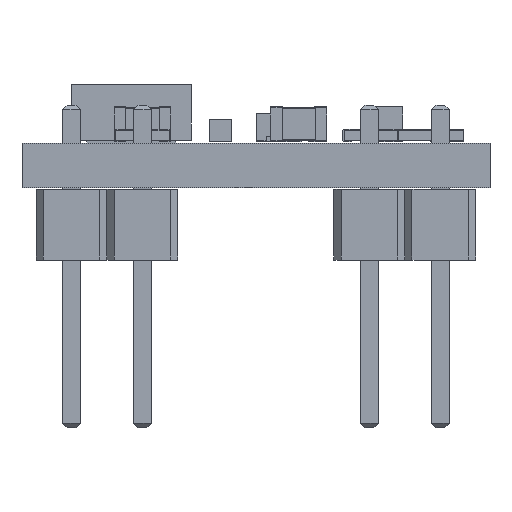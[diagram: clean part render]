
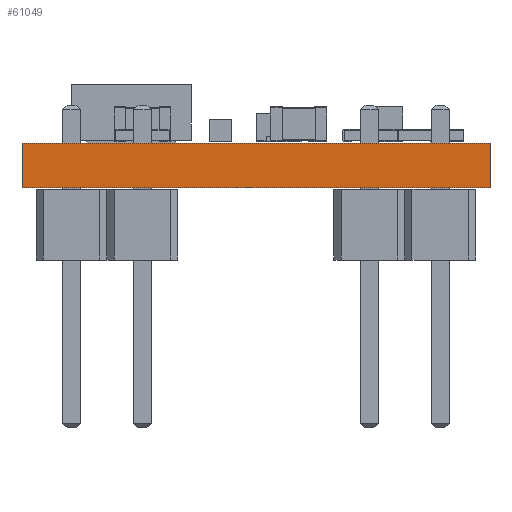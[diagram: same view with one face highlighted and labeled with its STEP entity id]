
A CAD part, front view. The second image highlights one B-rep face of the part: STEP entity #61049.
In plain terms, the highlighted planar face has unit normal (0, -1, 0).
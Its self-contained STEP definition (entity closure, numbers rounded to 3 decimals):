
#60868 = PLANE('',#60869);
#60869 = AXIS2_PLACEMENT_3D('',#60870,#60871,#60872);
#60870 = CARTESIAN_POINT('',(-8.38,11.05,0.));
#60871 = DIRECTION('',(1.,0.,-0.));
#60872 = DIRECTION('',(0.,-1.,0.));
#60893 = VERTEX_POINT('',#60894);
#60894 = CARTESIAN_POINT('',(-8.38,-11.05,1.6));
#60908 = PLANE('',#60909);
#60909 = AXIS2_PLACEMENT_3D('',#60910,#60911,#60912);
#60910 = CARTESIAN_POINT('',(0.,0.,1.6)
  );
#60911 = DIRECTION('',(0.,0.,1.));
#60912 = DIRECTION('',(1.,0.,-0.));
#60920 = EDGE_CURVE('',#60921,#60893,#60923,.T.);
#60921 = VERTEX_POINT('',#60922);
#60922 = CARTESIAN_POINT('',(-8.38,-11.05,0.));
#60923 = SURFACE_CURVE('',#60924,(#60928,#60935),.PCURVE_S1.);
#60924 = LINE('',#60925,#60926);
#60925 = CARTESIAN_POINT('',(-8.38,-11.05,0.));
#60926 = VECTOR('',#60927,1.);
#60927 = DIRECTION('',(0.,0.,1.));
#60928 = PCURVE('',#60868,#60929);
#60929 = DEFINITIONAL_REPRESENTATION('',(#60930),#60934);
#60930 = LINE('',#60931,#60932);
#60931 = CARTESIAN_POINT('',(22.1,0.));
#60932 = VECTOR('',#60933,1.);
#60933 = DIRECTION('',(0.,-1.));
#60934 = ( GEOMETRIC_REPRESENTATION_CONTEXT(2) 
PARAMETRIC_REPRESENTATION_CONTEXT() REPRESENTATION_CONTEXT('2D SPACE',''
  ) );
#60935 = PCURVE('',#60936,#60941);
#60936 = PLANE('',#60937);
#60937 = AXIS2_PLACEMENT_3D('',#60938,#60939,#60940);
#60938 = CARTESIAN_POINT('',(-8.38,-11.05,0.));
#60939 = DIRECTION('',(0.,1.,0.));
#60940 = DIRECTION('',(1.,0.,0.));
#60941 = DEFINITIONAL_REPRESENTATION('',(#60942),#60946);
#60942 = LINE('',#60943,#60944);
#60943 = CARTESIAN_POINT('',(0.,0.));
#60944 = VECTOR('',#60945,1.);
#60945 = DIRECTION('',(0.,-1.));
#60946 = ( GEOMETRIC_REPRESENTATION_CONTEXT(2) 
PARAMETRIC_REPRESENTATION_CONTEXT() REPRESENTATION_CONTEXT('2D SPACE',''
  ) );
#60962 = PLANE('',#60963);
#60963 = AXIS2_PLACEMENT_3D('',#60964,#60965,#60966);
#60964 = CARTESIAN_POINT('',(0.,0.,0.));
#60965 = DIRECTION('',(0.,0.,1.));
#60966 = DIRECTION('',(1.,0.,-0.));
#60995 = PLANE('',#60996);
#60996 = AXIS2_PLACEMENT_3D('',#60997,#60998,#60999);
#60997 = CARTESIAN_POINT('',(8.38,-11.05,0.));
#60998 = DIRECTION('',(-1.,0.,0.));
#60999 = DIRECTION('',(0.,1.,0.));
#61049 = ADVANCED_FACE('',(#61050),#60936,.F.);
#61050 = FACE_BOUND('',#61051,.F.);
#61051 = EDGE_LOOP('',(#61052,#61053,#61076,#61099));
#61052 = ORIENTED_EDGE('',*,*,#60920,.T.);
#61053 = ORIENTED_EDGE('',*,*,#61054,.T.);
#61054 = EDGE_CURVE('',#60893,#61055,#61057,.T.);
#61055 = VERTEX_POINT('',#61056);
#61056 = CARTESIAN_POINT('',(8.38,-11.05,1.6));
#61057 = SURFACE_CURVE('',#61058,(#61062,#61069),.PCURVE_S1.);
#61058 = LINE('',#61059,#61060);
#61059 = CARTESIAN_POINT('',(-8.38,-11.05,1.6));
#61060 = VECTOR('',#61061,1.);
#61061 = DIRECTION('',(1.,0.,0.));
#61062 = PCURVE('',#60936,#61063);
#61063 = DEFINITIONAL_REPRESENTATION('',(#61064),#61068);
#61064 = LINE('',#61065,#61066);
#61065 = CARTESIAN_POINT('',(0.,-1.6));
#61066 = VECTOR('',#61067,1.);
#61067 = DIRECTION('',(1.,0.));
#61068 = ( GEOMETRIC_REPRESENTATION_CONTEXT(2) 
PARAMETRIC_REPRESENTATION_CONTEXT() REPRESENTATION_CONTEXT('2D SPACE',''
  ) );
#61069 = PCURVE('',#60908,#61070);
#61070 = DEFINITIONAL_REPRESENTATION('',(#61071),#61075);
#61071 = LINE('',#61072,#61073);
#61072 = CARTESIAN_POINT('',(-8.38,-11.05));
#61073 = VECTOR('',#61074,1.);
#61074 = DIRECTION('',(1.,0.));
#61075 = ( GEOMETRIC_REPRESENTATION_CONTEXT(2) 
PARAMETRIC_REPRESENTATION_CONTEXT() REPRESENTATION_CONTEXT('2D SPACE',''
  ) );
#61076 = ORIENTED_EDGE('',*,*,#61077,.F.);
#61077 = EDGE_CURVE('',#61078,#61055,#61080,.T.);
#61078 = VERTEX_POINT('',#61079);
#61079 = CARTESIAN_POINT('',(8.38,-11.05,0.));
#61080 = SURFACE_CURVE('',#61081,(#61085,#61092),.PCURVE_S1.);
#61081 = LINE('',#61082,#61083);
#61082 = CARTESIAN_POINT('',(8.38,-11.05,0.));
#61083 = VECTOR('',#61084,1.);
#61084 = DIRECTION('',(0.,0.,1.));
#61085 = PCURVE('',#60936,#61086);
#61086 = DEFINITIONAL_REPRESENTATION('',(#61087),#61091);
#61087 = LINE('',#61088,#61089);
#61088 = CARTESIAN_POINT('',(16.76,0.));
#61089 = VECTOR('',#61090,1.);
#61090 = DIRECTION('',(0.,-1.));
#61091 = ( GEOMETRIC_REPRESENTATION_CONTEXT(2) 
PARAMETRIC_REPRESENTATION_CONTEXT() REPRESENTATION_CONTEXT('2D SPACE',''
  ) );
#61092 = PCURVE('',#60995,#61093);
#61093 = DEFINITIONAL_REPRESENTATION('',(#61094),#61098);
#61094 = LINE('',#61095,#61096);
#61095 = CARTESIAN_POINT('',(0.,0.));
#61096 = VECTOR('',#61097,1.);
#61097 = DIRECTION('',(0.,-1.));
#61098 = ( GEOMETRIC_REPRESENTATION_CONTEXT(2) 
PARAMETRIC_REPRESENTATION_CONTEXT() REPRESENTATION_CONTEXT('2D SPACE',''
  ) );
#61099 = ORIENTED_EDGE('',*,*,#61100,.F.);
#61100 = EDGE_CURVE('',#60921,#61078,#61101,.T.);
#61101 = SURFACE_CURVE('',#61102,(#61106,#61113),.PCURVE_S1.);
#61102 = LINE('',#61103,#61104);
#61103 = CARTESIAN_POINT('',(-8.38,-11.05,0.));
#61104 = VECTOR('',#61105,1.);
#61105 = DIRECTION('',(1.,0.,0.));
#61106 = PCURVE('',#60936,#61107);
#61107 = DEFINITIONAL_REPRESENTATION('',(#61108),#61112);
#61108 = LINE('',#61109,#61110);
#61109 = CARTESIAN_POINT('',(0.,0.));
#61110 = VECTOR('',#61111,1.);
#61111 = DIRECTION('',(1.,0.));
#61112 = ( GEOMETRIC_REPRESENTATION_CONTEXT(2) 
PARAMETRIC_REPRESENTATION_CONTEXT() REPRESENTATION_CONTEXT('2D SPACE',''
  ) );
#61113 = PCURVE('',#60962,#61114);
#61114 = DEFINITIONAL_REPRESENTATION('',(#61115),#61119);
#61115 = LINE('',#61116,#61117);
#61116 = CARTESIAN_POINT('',(-8.38,-11.05));
#61117 = VECTOR('',#61118,1.);
#61118 = DIRECTION('',(1.,0.));
#61119 = ( GEOMETRIC_REPRESENTATION_CONTEXT(2) 
PARAMETRIC_REPRESENTATION_CONTEXT() REPRESENTATION_CONTEXT('2D SPACE',''
  ) );
